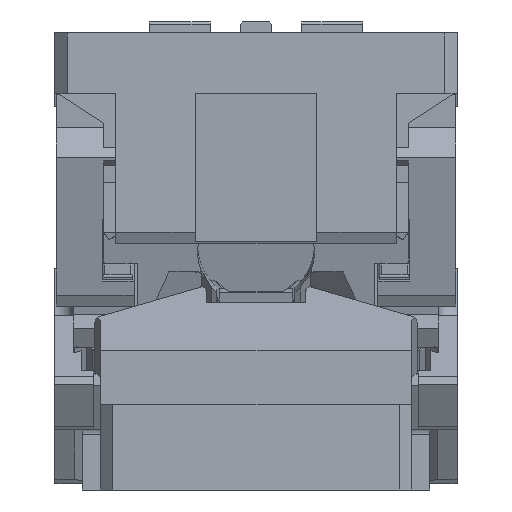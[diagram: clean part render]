
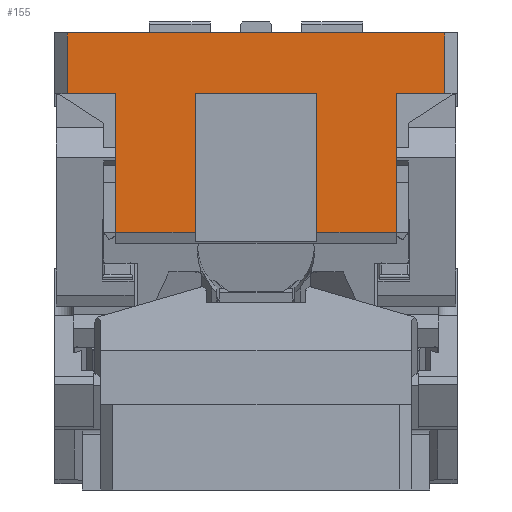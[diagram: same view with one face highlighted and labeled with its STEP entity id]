
A CAD part, left-side view. The second image highlights one B-rep face of the part: STEP entity #155.
In plain terms, the highlighted planar face has unit normal (-1, 0, 0).
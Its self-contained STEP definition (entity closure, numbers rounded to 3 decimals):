
#52=CARTESIAN_POINT('Axis2P3D Location',(-340.,-165.,250.)) ;
#57=CARTESIAN_POINT('Line Origine',(-340.,50.,193.225)) ;
#61=CARTESIAN_POINT('Vertex',(-340.,50.,250.)) ;
#63=CARTESIAN_POINT('Vertex',(-340.,50.,136.449)) ;
#66=CARTESIAN_POINT('Line Origine',(-340.,0.,250.)) ;
#70=CARTESIAN_POINT('Vertex',(-340.,-50.,250.)) ;
#73=CARTESIAN_POINT('Line Origine',(-340.,-50.,193.225)) ;
#77=CARTESIAN_POINT('Vertex',(-340.,-50.,136.449)) ;
#80=CARTESIAN_POINT('Line Origine',(-340.,-82.5,136.449)) ;
#84=CARTESIAN_POINT('Vertex',(-340.,-115.,136.449)) ;
#87=CARTESIAN_POINT('Line Origine',(-340.,-115.,193.225)) ;
#91=CARTESIAN_POINT('Vertex',(-340.,-115.,250.)) ;
#94=CARTESIAN_POINT('Line Origine',(-340.,-135.,250.)) ;
#98=CARTESIAN_POINT('Vertex',(-340.,-155.,250.)) ;
#101=CARTESIAN_POINT('Line Origine',(-340.,-155.,275.)) ;
#105=CARTESIAN_POINT('Vertex',(-340.,-155.,300.)) ;
#108=CARTESIAN_POINT('Line Origine',(-340.,0.,300.)) ;
#112=CARTESIAN_POINT('Vertex',(-340.,155.,300.)) ;
#115=CARTESIAN_POINT('Line Origine',(-340.,155.,275.)) ;
#119=CARTESIAN_POINT('Vertex',(-340.,155.,250.)) ;
#122=CARTESIAN_POINT('Line Origine',(-340.,135.,250.)) ;
#126=CARTESIAN_POINT('Vertex',(-340.,115.,250.)) ;
#129=CARTESIAN_POINT('Line Origine',(-340.,115.,193.225)) ;
#133=CARTESIAN_POINT('Vertex',(-340.,115.,136.449)) ;
#136=CARTESIAN_POINT('Line Origine',(-340.,82.5,136.449)) ;
#53=DIRECTION('Axis2P3D Direction',(1.,0.,0.)) ;
#54=DIRECTION('Axis2P3D XDirection',(0.,0.,1.)) ;
#58=DIRECTION('Vector Direction',(0.,0.,-1.)) ;
#67=DIRECTION('Vector Direction',(0.,1.,0.)) ;
#74=DIRECTION('Vector Direction',(0.,0.,-1.)) ;
#81=DIRECTION('Vector Direction',(0.,1.,0.)) ;
#88=DIRECTION('Vector Direction',(0.,0.,1.)) ;
#95=DIRECTION('Vector Direction',(0.,1.,0.)) ;
#102=DIRECTION('Vector Direction',(0.,0.,1.)) ;
#109=DIRECTION('Vector Direction',(0.,1.,0.)) ;
#116=DIRECTION('Vector Direction',(0.,0.,-1.)) ;
#123=DIRECTION('Vector Direction',(0.,1.,0.)) ;
#130=DIRECTION('Vector Direction',(0.,0.,-1.)) ;
#137=DIRECTION('Vector Direction',(0.,1.,0.)) ;
#55=AXIS2_PLACEMENT_3D('Plane Axis2P3D',#52,#53,#54) ;
#142=ORIENTED_EDGE('',*,*,#65,.F.) ;
#143=ORIENTED_EDGE('',*,*,#72,.F.) ;
#144=ORIENTED_EDGE('',*,*,#79,.T.) ;
#145=ORIENTED_EDGE('',*,*,#86,.T.) ;
#146=ORIENTED_EDGE('',*,*,#93,.T.) ;
#147=ORIENTED_EDGE('',*,*,#100,.F.) ;
#148=ORIENTED_EDGE('',*,*,#107,.T.) ;
#149=ORIENTED_EDGE('',*,*,#114,.T.) ;
#150=ORIENTED_EDGE('',*,*,#121,.T.) ;
#151=ORIENTED_EDGE('',*,*,#128,.F.) ;
#152=ORIENTED_EDGE('',*,*,#135,.T.) ;
#153=ORIENTED_EDGE('',*,*,#140,.T.) ;
#59=VECTOR('Line Direction',#58,1.) ;
#68=VECTOR('Line Direction',#67,1.) ;
#75=VECTOR('Line Direction',#74,1.) ;
#82=VECTOR('Line Direction',#81,1.) ;
#89=VECTOR('Line Direction',#88,1.) ;
#96=VECTOR('Line Direction',#95,1.) ;
#103=VECTOR('Line Direction',#102,1.) ;
#110=VECTOR('Line Direction',#109,1.) ;
#117=VECTOR('Line Direction',#116,1.) ;
#124=VECTOR('Line Direction',#123,1.) ;
#131=VECTOR('Line Direction',#130,1.) ;
#138=VECTOR('Line Direction',#137,1.) ;
#155=ADVANCED_FACE('CAM HOLDER',(#154),#56,.F.) ;
#65=EDGE_CURVE('',#62,#64,#60,.T.) ;
#72=EDGE_CURVE('',#71,#62,#69,.T.) ;
#79=EDGE_CURVE('',#71,#78,#76,.T.) ;
#86=EDGE_CURVE('',#78,#85,#83,.F.) ;
#93=EDGE_CURVE('',#85,#92,#90,.T.) ;
#100=EDGE_CURVE('',#99,#92,#97,.T.) ;
#107=EDGE_CURVE('',#99,#106,#104,.T.) ;
#114=EDGE_CURVE('',#106,#113,#111,.T.) ;
#121=EDGE_CURVE('',#113,#120,#118,.T.) ;
#128=EDGE_CURVE('',#127,#120,#125,.T.) ;
#135=EDGE_CURVE('',#127,#134,#132,.T.) ;
#140=EDGE_CURVE('',#134,#64,#139,.F.) ;
#141=EDGE_LOOP('',(#142,#143,#144,#145,#146,#147,#148,#149,#150,#151,#152,#153)) ;
#154=FACE_OUTER_BOUND('',#141,.T.) ;
#60=LINE('Line',#57,#59) ;
#69=LINE('Line',#66,#68) ;
#76=LINE('Line',#73,#75) ;
#83=LINE('Line',#80,#82) ;
#90=LINE('Line',#87,#89) ;
#97=LINE('Line',#94,#96) ;
#104=LINE('Line',#101,#103) ;
#111=LINE('Line',#108,#110) ;
#118=LINE('Line',#115,#117) ;
#125=LINE('Line',#122,#124) ;
#132=LINE('Line',#129,#131) ;
#139=LINE('Line',#136,#138) ;
#56=PLANE('Plane',#55) ;
#62=VERTEX_POINT('',#61) ;
#64=VERTEX_POINT('',#63) ;
#71=VERTEX_POINT('',#70) ;
#78=VERTEX_POINT('',#77) ;
#85=VERTEX_POINT('',#84) ;
#92=VERTEX_POINT('',#91) ;
#99=VERTEX_POINT('',#98) ;
#106=VERTEX_POINT('',#105) ;
#113=VERTEX_POINT('',#112) ;
#120=VERTEX_POINT('',#119) ;
#127=VERTEX_POINT('',#126) ;
#134=VERTEX_POINT('',#133) ;
